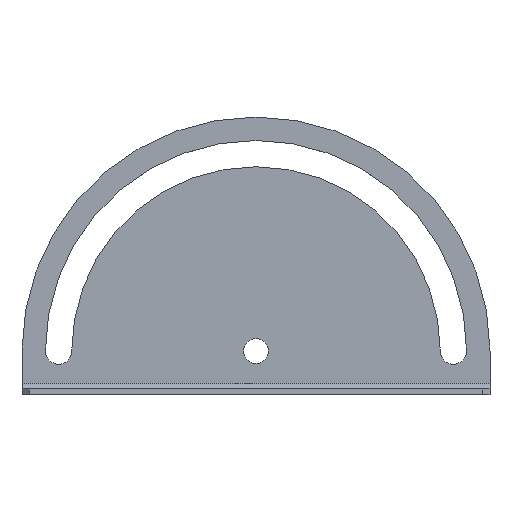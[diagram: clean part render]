
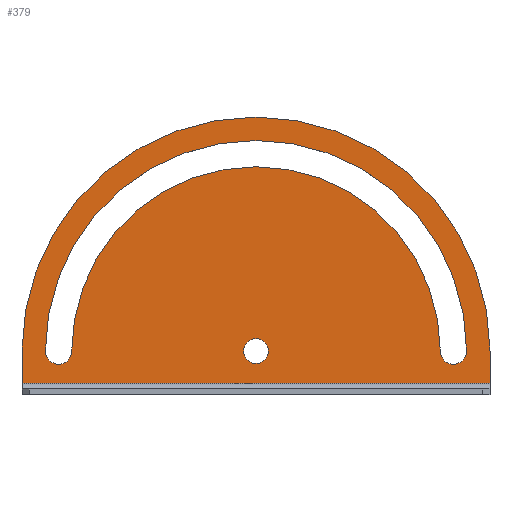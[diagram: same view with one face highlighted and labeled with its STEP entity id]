
A CAD part, top view. The second image highlights one B-rep face of the part: STEP entity #379.
In plain terms, the highlighted planar face has unit normal (0, 0, 1).
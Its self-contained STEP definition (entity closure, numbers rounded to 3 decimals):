
#9 = ORIENTED_EDGE ( 'NONE', *, *, #573, .F. ) ;
#16 = VERTEX_POINT ( 'NONE', #433 ) ;
#18 = CIRCLE ( 'NONE', #509, 4.25 ) ;
#20 = EDGE_LOOP ( 'NONE', ( #479, #79, #294, #665 ) ) ;
#21 = EDGE_CURVE ( 'NONE', #199, #192, #803, .T. ) ;
#23 = CARTESIAN_POINT ( 'NONE',  ( 0., 15., 2. ) ) ;
#38 = CARTESIAN_POINT ( 'NONE',  ( 67.5, 15., 2. ) ) ;
#59 = CIRCLE ( 'NONE', #554, 4.25 ) ;
#61 = DIRECTION ( 'NONE',  ( 0., 0., 1. ) ) ;
#79 = ORIENTED_EDGE ( 'NONE', *, *, #21, .F. ) ;
#80 = CIRCLE ( 'NONE', #481, 4.5 ) ;
#85 = CARTESIAN_POINT ( 'NONE',  ( -72., 15., 2. ) ) ;
#90 = EDGE_CURVE ( 'NONE', #296, #628, #641, .T. ) ;
#99 = DIRECTION ( 'NONE',  ( 0., 0., 1. ) ) ;
#100 = EDGE_LOOP ( 'NONE', ( #9, #772 ) ) ;
#106 = DIRECTION ( 'NONE',  ( 0., -1., 0. ) ) ;
#110 = CARTESIAN_POINT ( 'NONE',  ( 0., 15., 2. ) ) ;
#111 = CARTESIAN_POINT ( 'NONE',  ( 80., 4., 2. ) ) ;
#152 = CARTESIAN_POINT ( 'NONE',  ( 80., 0., 2. ) ) ;
#158 = DIRECTION ( 'NONE',  ( 0., 0., 1. ) ) ;
#162 = VECTOR ( 'NONE', #106, 1000. ) ;
#192 = VERTEX_POINT ( 'NONE', #480 ) ;
#198 = DIRECTION ( 'NONE',  ( 0., 0., 1. ) ) ;
#199 = VERTEX_POINT ( 'NONE', #600 ) ;
#204 = CARTESIAN_POINT ( 'NONE',  ( 0., 15., 2. ) ) ;
#213 = DIRECTION ( 'NONE',  ( 1., 0., 0. ) ) ;
#218 = CARTESIAN_POINT ( 'NONE',  ( 4.25, 15., 2. ) ) ;
#219 = VERTEX_POINT ( 'NONE', #663 ) ;
#226 = EDGE_CURVE ( 'NONE', #268, #219, #412, .T. ) ;
#268 = VERTEX_POINT ( 'NONE', #605 ) ;
#278 = EDGE_LOOP ( 'NONE', ( #429, #527, #463, #334 ) ) ;
#288 = LINE ( 'NONE', #152, #436 ) ;
#294 = ORIENTED_EDGE ( 'NONE', *, *, #749, .F. ) ;
#296 = VERTEX_POINT ( 'NONE', #522 ) ;
#297 = PLANE ( 'NONE',  #360 ) ;
#302 = DIRECTION ( 'NONE',  ( 0., 0., -1. ) ) ;
#305 = CARTESIAN_POINT ( 'NONE',  ( 80., 4., 2. ) ) ;
#310 = CARTESIAN_POINT ( 'NONE',  ( -67.5, 15., 2. ) ) ;
#314 = CARTESIAN_POINT ( 'NONE',  ( 0., 15., 2. ) ) ;
#334 = ORIENTED_EDGE ( 'NONE', *, *, #790, .T. ) ;
#349 = DIRECTION ( 'NONE',  ( 1., 0., 0. ) ) ;
#351 = FACE_OUTER_BOUND ( 'NONE', #278, .T. ) ;
#358 = AXIS2_PLACEMENT_3D ( 'NONE', #110, #563, #213 ) ;
#360 = AXIS2_PLACEMENT_3D ( 'NONE', #612, #302, #692 ) ;
#372 = CARTESIAN_POINT ( 'NONE',  ( -80., 0., 2. ) ) ;
#379 = ADVANCED_FACE ( 'NONE', ( #748, #419, #351 ), #297, .F. ) ;
#383 = EDGE_CURVE ( 'NONE', #192, #296, #80, .T. ) ;
#385 = DIRECTION ( 'NONE',  ( 1., 0., 0. ) ) ;
#400 = DIRECTION ( 'NONE',  ( 0., 1., 0. ) ) ;
#412 = CIRCLE ( 'NONE', #516, 80. ) ;
#417 = DIRECTION ( 'NONE',  ( 1., 0., 0. ) ) ;
#419 = FACE_BOUND ( 'NONE', #20, .T. ) ;
#429 = ORIENTED_EDGE ( 'NONE', *, *, #714, .F. ) ;
#433 = CARTESIAN_POINT ( 'NONE',  ( -80., 4., 2. ) ) ;
#436 = VECTOR ( 'NONE', #400, 1000. ) ;
#457 = VERTEX_POINT ( 'NONE', #610 ) ;
#463 = ORIENTED_EDGE ( 'NONE', *, *, #226, .T. ) ;
#479 = ORIENTED_EDGE ( 'NONE', *, *, #383, .F. ) ;
#480 = CARTESIAN_POINT ( 'NONE',  ( 63., 15., 2. ) ) ;
#481 = AXIS2_PLACEMENT_3D ( 'NONE', #38, #158, #417 ) ;
#490 = DIRECTION ( 'NONE',  ( -1., 0., 0. ) ) ;
#491 = CARTESIAN_POINT ( 'NONE',  ( 0., 15., 2. ) ) ;
#504 = CIRCLE ( 'NONE', #529, 4.5 ) ;
#509 = AXIS2_PLACEMENT_3D ( 'NONE', #23, #198, #792 ) ;
#516 = AXIS2_PLACEMENT_3D ( 'NONE', #204, #791, #736 ) ;
#522 = CARTESIAN_POINT ( 'NONE',  ( 72., 15., 2. ) ) ;
#525 = VERTEX_POINT ( 'NONE', #218 ) ;
#527 = ORIENTED_EDGE ( 'NONE', *, *, #603, .T. ) ;
#529 = AXIS2_PLACEMENT_3D ( 'NONE', #310, #635, #574 ) ;
#554 = AXIS2_PLACEMENT_3D ( 'NONE', #491, #99, #349 ) ;
#563 = DIRECTION ( 'NONE',  ( 0., 0., -1. ) ) ;
#573 = EDGE_CURVE ( 'NONE', #525, #457, #59, .T. ) ;
#574 = DIRECTION ( 'NONE',  ( 1., 0., 0. ) ) ;
#600 = CARTESIAN_POINT ( 'NONE',  ( -63., 15., 2. ) ) ;
#603 = EDGE_CURVE ( 'NONE', #758, #268, #288, .T. ) ;
#605 = CARTESIAN_POINT ( 'NONE',  ( 80., 15., 2. ) ) ;
#610 = CARTESIAN_POINT ( 'NONE',  ( -4.25, 15., 2. ) ) ;
#612 = CARTESIAN_POINT ( 'NONE',  ( 0., 15., 2. ) ) ;
#615 = LINE ( 'NONE', #372, #162 ) ;
#628 = VERTEX_POINT ( 'NONE', #85 ) ;
#631 = LINE ( 'NONE', #111, #789 ) ;
#635 = DIRECTION ( 'NONE',  ( 0., 0., 1. ) ) ;
#641 = CIRCLE ( 'NONE', #752, 72. ) ;
#659 = EDGE_CURVE ( 'NONE', #457, #525, #18, .T. ) ;
#663 = CARTESIAN_POINT ( 'NONE',  ( -80., 15., 2. ) ) ;
#665 = ORIENTED_EDGE ( 'NONE', *, *, #90, .F. ) ;
#692 = DIRECTION ( 'NONE',  ( -1., 0., 0. ) ) ;
#714 = EDGE_CURVE ( 'NONE', #758, #16, #631, .T. ) ;
#736 = DIRECTION ( 'NONE',  ( -1., 0., 0. ) ) ;
#748 = FACE_BOUND ( 'NONE', #100, .T. ) ;
#749 = EDGE_CURVE ( 'NONE', #628, #199, #504, .T. ) ;
#752 = AXIS2_PLACEMENT_3D ( 'NONE', #314, #61, #385 ) ;
#758 = VERTEX_POINT ( 'NONE', #305 ) ;
#772 = ORIENTED_EDGE ( 'NONE', *, *, #659, .F. ) ;
#789 = VECTOR ( 'NONE', #490, 1000. ) ;
#790 = EDGE_CURVE ( 'NONE', #219, #16, #615, .T. ) ;
#791 = DIRECTION ( 'NONE',  ( 0., 0., 1. ) ) ;
#792 = DIRECTION ( 'NONE',  ( 1., 0., 0. ) ) ;
#803 = CIRCLE ( 'NONE', #358, 63. ) ;
